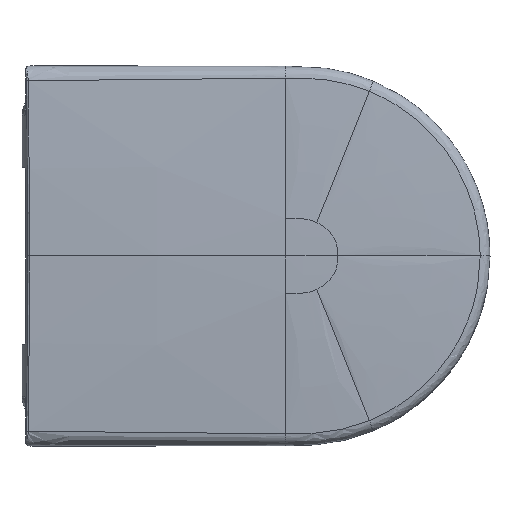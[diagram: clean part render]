
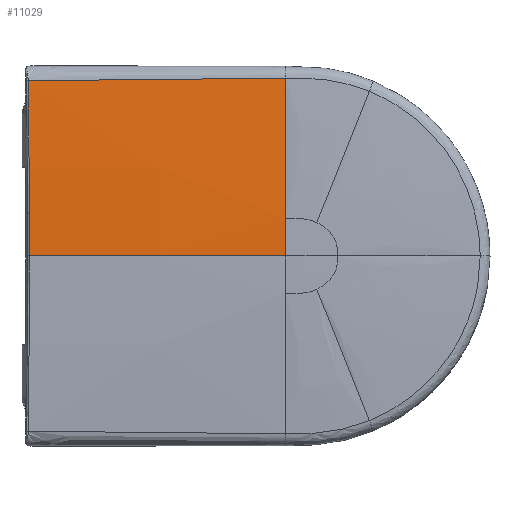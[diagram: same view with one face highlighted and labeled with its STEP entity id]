
A CAD part, top view. The second image highlights one B-rep face of the part: STEP entity #11029.
In plain terms, the highlighted free-form (B-spline) face has degree [2, 2] with [3, 3] control points.
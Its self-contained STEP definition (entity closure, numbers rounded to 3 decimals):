
#1211=(
BOUNDED_CURVE()
B_SPLINE_CURVE(2,(#39326,#39327,#39328),.UNSPECIFIED.,.F.,.F.)
B_SPLINE_CURVE_WITH_KNOTS((3,3),(-0.959,0.),.UNSPECIFIED.)
CURVE()
GEOMETRIC_REPRESENTATION_ITEM()
RATIONAL_B_SPLINE_CURVE((1.,1.,1.))
REPRESENTATION_ITEM('')
);
#1212=(
BOUNDED_CURVE()
B_SPLINE_CURVE(2,(#39330,#39331,#39332),.UNSPECIFIED.,.F.,.F.)
B_SPLINE_CURVE_WITH_KNOTS((3,3),(0.,0.198),.UNSPECIFIED.)
CURVE()
GEOMETRIC_REPRESENTATION_ITEM()
RATIONAL_B_SPLINE_CURVE((1.,1.,1.))
REPRESENTATION_ITEM('')
);
#3491=ORIENTED_EDGE('',*,*,#5755,.T.);
#3492=ORIENTED_EDGE('',*,*,#5756,.T.);
#3493=ORIENTED_EDGE('',*,*,#5757,.T.);
#3494=ORIENTED_EDGE('',*,*,#5758,.T.);
#3495=ORIENTED_EDGE('',*,*,#5759,.T.);
#5755=EDGE_CURVE('',#7165,#7166,#8398,.T.);
#5756=EDGE_CURVE('',#7166,#7167,#8399,.T.);
#5757=EDGE_CURVE('',#7167,#7168,#1211,.T.);
#5758=EDGE_CURVE('',#7168,#7169,#1212,.T.);
#5759=EDGE_CURVE('',#7169,#7165,#8400,.T.);
#7165=VERTEX_POINT('',#39300);
#7166=VERTEX_POINT('',#39301);
#7167=VERTEX_POINT('',#39325);
#7168=VERTEX_POINT('',#39329);
#7169=VERTEX_POINT('',#39333);
#8398=B_SPLINE_CURVE_WITH_KNOTS('',3,(#39290,#39291,#39292,#39293,#39294,
#39295,#39296,#39297,#39298,#39299),.UNSPECIFIED.,.F.,.F.,(4,3,3,4),(0.,
12.221,23.566,24.442),.UNSPECIFIED.);
#8399=B_SPLINE_CURVE_WITH_KNOTS('',3,(#39302,#39303,#39304,#39305,#39306,
#39307,#39308,#39309,#39310,#39311,#39312,#39313,#39314,#39315,#39316,#39317,
#39318,#39319,#39320,#39321,#39322,#39323,#39324),.UNSPECIFIED.,.F.,.F.,
(4,1,1,1,1,1,1,1,1,1,1,1,1,1,1,1,1,1,1,1,4),(0.,0.125,0.25,0.313,0.375,
0.406,0.438,0.469,0.484,0.492,0.5,0.508,0.516,0.531,
0.563,0.594,0.625,0.688,0.75,0.875,1.),.UNSPECIFIED.);
#8400=B_SPLINE_CURVE_WITH_KNOTS('',3,(#39334,#39335,#39336,#39337),
 .UNSPECIFIED.,.F.,.F.,(4,4),(0.,1.),.UNSPECIFIED.);
#9233=EDGE_LOOP('',(#3491,#3492,#3493,#3494,#3495));
#9865=FACE_BOUND('',#9233,.T.);
#10441=B_SPLINE_SURFACE_WITH_KNOTS('',2,2,((#39281,#39282,#39283),(#39284,
#39285,#39286),(#39287,#39288,#39289)),.UNSPECIFIED.,.F.,.F.,.F.,(3,3),
(3,3),(0.,0.944),(0.,0.97),
 .PIECEWISE_BEZIER_KNOTS.);
#11029=ADVANCED_FACE('',(#9865),#10441,.T.);
#39281=CARTESIAN_POINT('',(351.932,0.,43.137));
#39282=CARTESIAN_POINT('',(228.961,0.,47.504));
#39283=CARTESIAN_POINT('',(106.018,0.,46.306));
#39284=CARTESIAN_POINT('',(351.932,84.778,43.137));
#39285=CARTESIAN_POINT('',(228.961,84.931,47.504));
#39286=CARTESIAN_POINT('',(106.018,85.084,46.306));
#39287=CARTESIAN_POINT('',(351.935,169.801,36.559));
#39288=CARTESIAN_POINT('',(228.987,169.958,39.231));
#39289=CARTESIAN_POINT('',(106.043,170.116,41.294));
#39290=CARTESIAN_POINT('',(351.935,168.786,36.637));
#39291=CARTESIAN_POINT('',(311.2,168.393,37.563));
#39292=CARTESIAN_POINT('',(270.463,167.998,38.444));
#39293=CARTESIAN_POINT('',(229.725,167.599,39.259));
#39294=CARTESIAN_POINT('',(191.907,167.23,40.015));
#39295=CARTESIAN_POINT('',(154.088,166.857,40.715));
#39296=CARTESIAN_POINT('',(116.268,166.486,41.344));
#39297=CARTESIAN_POINT('',(113.348,166.457,41.392));
#39298=CARTESIAN_POINT('',(110.428,166.429,41.44));
#39299=CARTESIAN_POINT('',(107.508,166.4,41.488));
#39300=CARTESIAN_POINT('',(351.935,168.786,36.637));
#39301=CARTESIAN_POINT('',(107.508,166.4,41.488));
#39302=CARTESIAN_POINT('',(107.508,166.4,41.488));
#39303=CARTESIAN_POINT('',(107.615,159.191,41.905));
#39304=CARTESIAN_POINT('',(107.815,144.912,42.678));
#39305=CARTESIAN_POINT('',(108.032,127.413,43.499));
#39306=CARTESIAN_POINT('',(108.185,113.622,44.072));
#39307=CARTESIAN_POINT('',(108.273,105.09,44.396));
#39308=CARTESIAN_POINT('',(108.338,98.316,44.636));
#39309=CARTESIAN_POINT('',(108.384,93.263,44.805));
#39310=CARTESIAN_POINT('',(108.42,89.07,44.939));
#39311=CARTESIAN_POINT('',(108.444,86.154,45.028));
#39312=CARTESIAN_POINT('',(108.458,84.48,45.078));
#39313=CARTESIAN_POINT('',(108.468,83.257,45.114));
#39314=CARTESIAN_POINT('',(108.479,81.915,45.153));
#39315=CARTESIAN_POINT('',(108.492,80.169,45.203));
#39316=CARTESIAN_POINT('',(108.516,77.094,45.288));
#39317=CARTESIAN_POINT('',(108.547,72.718,45.404));
#39318=CARTESIAN_POINT('',(108.583,67.469,45.533));
#39319=CARTESIAN_POINT('',(108.627,60.484,45.693));
#39320=CARTESIAN_POINT('',(108.675,51.772,45.867));
#39321=CARTESIAN_POINT('',(108.738,37.878,46.095));
#39322=CARTESIAN_POINT('',(108.79,20.591,46.283));
#39323=CARTESIAN_POINT('',(108.804,6.849,46.333));
#39324=CARTESIAN_POINT('',(108.804,0.,46.333));
#39325=CARTESIAN_POINT('',(108.804,0.,46.333));
#39326=CARTESIAN_POINT('',(108.804,0.,46.333));
#39327=CARTESIAN_POINT('',(230.355,0.,47.454));
#39328=CARTESIAN_POINT('',(351.932,0.,43.137));
#39329=CARTESIAN_POINT('',(351.932,0.,43.137));
#39330=CARTESIAN_POINT('',(351.932,0.,43.137));
#39331=CARTESIAN_POINT('',(351.932,17.833,43.137));
#39332=CARTESIAN_POINT('',(351.932,35.678,42.846));
#39333=CARTESIAN_POINT('',(351.932,35.678,42.846));
#39334=CARTESIAN_POINT('',(351.932,35.678,42.846));
#39335=CARTESIAN_POINT('',(351.933,79.998,42.123));
#39336=CARTESIAN_POINT('',(351.934,124.367,40.053));
#39337=CARTESIAN_POINT('',(351.935,168.786,36.637));
